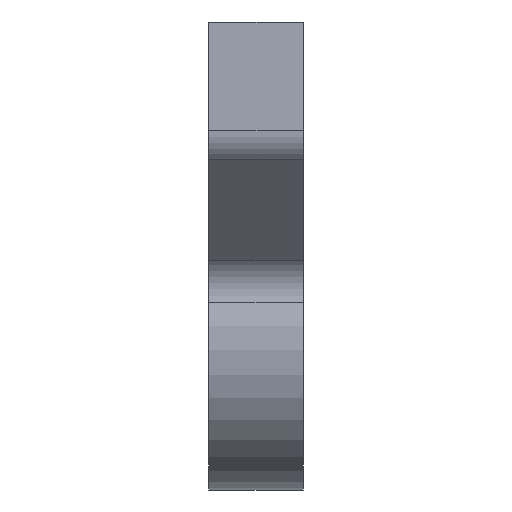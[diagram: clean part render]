
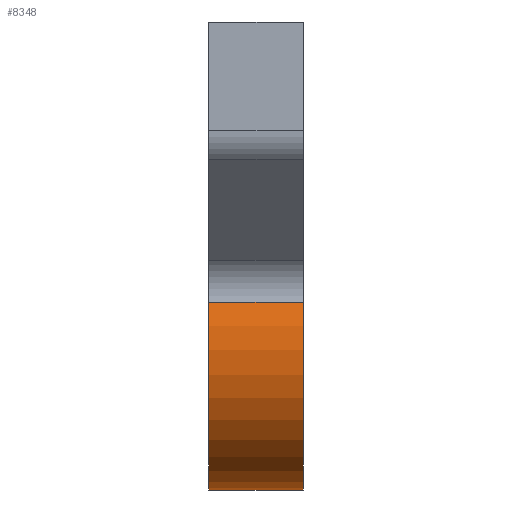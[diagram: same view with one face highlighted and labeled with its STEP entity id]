
A CAD part, left-side view. The second image highlights one B-rep face of the part: STEP entity #8348.
In plain terms, the highlighted cylindrical face has radius 10.5 mm (diameter 21 mm), a partial arc.
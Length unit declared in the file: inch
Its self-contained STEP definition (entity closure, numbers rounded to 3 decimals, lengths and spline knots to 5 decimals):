
#39 = VECTOR ( 'NONE', #9274, 39.37008 ) ;
#312 = LINE ( 'NONE', #8347, #39 ) ;
#478 = EDGE_CURVE ( 'NONE', #5659, #7267, #312, .T. ) ;
#497 = EDGE_CURVE ( 'NONE', #9689, #10049, #2604, .T. ) ;
#783 = ORIENTED_EDGE ( 'NONE', *, *, #497, .T. ) ;
#1186 = CARTESIAN_POINT ( 'NONE',  ( 0., 0.27559, 0. ) ) ;
#1377 = CARTESIAN_POINT ( 'NONE',  ( -0.39177, 0.27559, 0.13194 ) ) ;
#1591 = AXIS2_PLACEMENT_3D ( 'NONE', #3370, #7667, #8556 ) ;
#1980 = CARTESIAN_POINT ( 'NONE',  ( -0.39177, 0., 0.13194 ) ) ;
#2065 = DIRECTION ( 'NONE',  ( 0., 0., 1. ) ) ;
#2258 = ORIENTED_EDGE ( 'NONE', *, *, #478, .T. ) ;
#2604 = LINE ( 'NONE', #9231, #10537 ) ;
#2905 = EDGE_CURVE ( 'NONE', #7267, #9689, #5295, .T. ) ;
#3187 = DIRECTION ( 'NONE',  ( 0., 1., 0. ) ) ;
#3370 = CARTESIAN_POINT ( 'NONE',  ( 0., 0.27559, 0. ) ) ;
#3760 = ORIENTED_EDGE ( 'NONE', *, *, #2905, .T. ) ;
#3926 = AXIS2_PLACEMENT_3D ( 'NONE', #6491, #4666, #2065 ) ;
#3975 = AXIS2_PLACEMENT_3D ( 'NONE', #1186, #8121, #8871 ) ;
#4237 = ORIENTED_EDGE ( 'NONE', *, *, #6380, .F. ) ;
#4666 = DIRECTION ( 'NONE',  ( 0., 1., 0. ) ) ;
#5027 = CYLINDRICAL_SURFACE ( 'NONE', #3975, 0.41339 ) ;
#5062 = EDGE_LOOP ( 'NONE', ( #4237, #2258, #3760, #783 ) ) ;
#5295 = CIRCLE ( 'NONE', #3926, 0.41339 ) ;
#5659 = VERTEX_POINT ( 'NONE', #8350 ) ;
#6380 = EDGE_CURVE ( 'NONE', #5659, #10049, #10000, .T. ) ;
#6491 = CARTESIAN_POINT ( 'NONE',  ( 0., 0., 0. ) ) ;
#7267 = VERTEX_POINT ( 'NONE', #9983 ) ;
#7667 = DIRECTION ( 'NONE',  ( 0., 1., 0. ) ) ;
#8041 = FACE_OUTER_BOUND ( 'NONE', #5062, .T. ) ;
#8121 = DIRECTION ( 'NONE',  ( 0., -1., 0. ) ) ;
#8347 = CARTESIAN_POINT ( 'NONE',  ( 0., 0.27559, -0.41339 ) ) ;
#8348 = ADVANCED_FACE ( 'NONE', ( #8041 ), #5027, .T. ) ;
#8350 = CARTESIAN_POINT ( 'NONE',  ( 0., 0.27559, -0.41339 ) ) ;
#8556 = DIRECTION ( 'NONE',  ( 0., 0., 1. ) ) ;
#8871 = DIRECTION ( 'NONE',  ( 0., 0., -1. ) ) ;
#9231 = CARTESIAN_POINT ( 'NONE',  ( -0.39177, 0.27559, 0.13194 ) ) ;
#9274 = DIRECTION ( 'NONE',  ( 0., -1., 0. ) ) ;
#9689 = VERTEX_POINT ( 'NONE', #1980 ) ;
#9983 = CARTESIAN_POINT ( 'NONE',  ( 0., 0., -0.41339 ) ) ;
#10000 = CIRCLE ( 'NONE', #1591, 0.41339 ) ;
#10049 = VERTEX_POINT ( 'NONE', #1377 ) ;
#10537 = VECTOR ( 'NONE', #3187, 39.37008 ) ;
